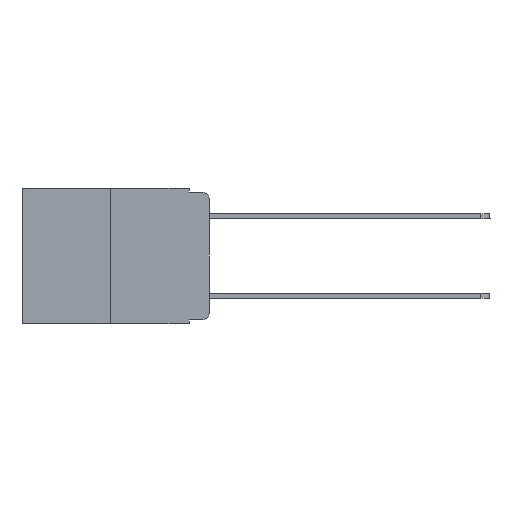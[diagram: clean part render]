
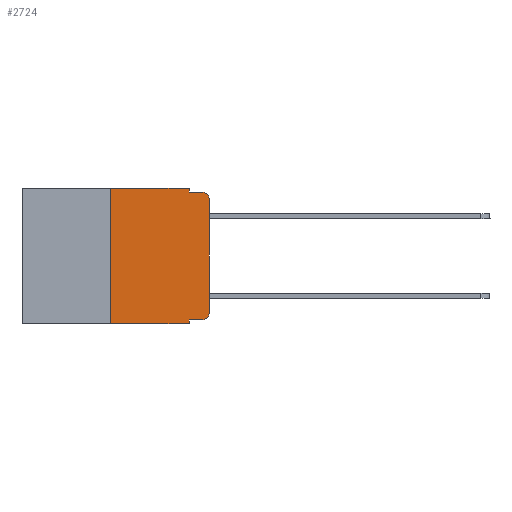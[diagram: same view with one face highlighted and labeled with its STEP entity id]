
A CAD part, left-side view. The second image highlights one B-rep face of the part: STEP entity #2724.
In plain terms, the highlighted planar face has unit normal (-1, 0, 0).
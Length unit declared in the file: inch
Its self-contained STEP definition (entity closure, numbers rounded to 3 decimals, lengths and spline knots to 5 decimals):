
#131 = EDGE_CURVE ( 'NONE', #19639, #2534, #20992, .T. ) ;
#532 = LINE ( 'NONE', #10061, #24470 ) ;
#685 = DIRECTION ( 'NONE',  ( 1., 0., 0. ) ) ;
#1250 = CIRCLE ( 'NONE', #2125, 0.02 ) ;
#1535 = ORIENTED_EDGE ( 'NONE', *, *, #10410, .T. ) ;
#1765 = CARTESIAN_POINT ( 'NONE',  ( 0., 0.051, 0. ) ) ;
#2125 = AXIS2_PLACEMENT_3D ( 'NONE', #3886, #9528, #23085 ) ;
#2202 = VERTEX_POINT ( 'NONE', #22221 ) ;
#2410 = FACE_OUTER_BOUND ( 'NONE', #22643, .T. ) ;
#2534 = VERTEX_POINT ( 'NONE', #2970 ) ;
#2691 = DIRECTION ( 'NONE',  ( 0., 0., 1. ) ) ;
#2724 = ADVANCED_FACE ( 'NONE', ( #2410 ), #21964, .F. ) ;
#2970 = CARTESIAN_POINT ( 'NONE',  ( 0., 0.02, -0.01 ) ) ;
#3280 = VERTEX_POINT ( 'NONE', #11428 ) ;
#3317 = DIRECTION ( 'NONE',  ( 0., -1., 0. ) ) ;
#3681 = EDGE_CURVE ( 'NONE', #14738, #19639, #22015, .T. ) ;
#3886 = CARTESIAN_POINT ( 'NONE',  ( 0., 0.02, -0.03 ) ) ;
#4069 = ORIENTED_EDGE ( 'NONE', *, *, #19006, .T. ) ;
#4158 = CARTESIAN_POINT ( 'NONE',  ( 0., 0., -0.03 ) ) ;
#4401 = DIRECTION ( 'NONE',  ( 0., 0., -1. ) ) ;
#5337 = DIRECTION ( 'NONE',  ( 0., -1., 0. ) ) ;
#5392 = ORIENTED_EDGE ( 'NONE', *, *, #6304, .F. ) ;
#5526 = EDGE_CURVE ( 'NONE', #24151, #23837, #12257, .T. ) ;
#5621 = VERTEX_POINT ( 'NONE', #8144 ) ;
#6304 = EDGE_CURVE ( 'NONE', #2202, #5621, #532, .T. ) ;
#6489 = EDGE_CURVE ( 'NONE', #2202, #3280, #24180, .T. ) ;
#6715 = EDGE_CURVE ( 'NONE', #24151, #5621, #22910, .T. ) ;
#7610 = LINE ( 'NONE', #22831, #8188 ) ;
#7956 = CARTESIAN_POINT ( 'NONE',  ( 0., 0.051, -0.01 ) ) ;
#8144 = CARTESIAN_POINT ( 'NONE',  ( 0., 0.051, -0.343 ) ) ;
#8188 = VECTOR ( 'NONE', #19170, 39.37008 ) ;
#8814 = ORIENTED_EDGE ( 'NONE', *, *, #6715, .T. ) ;
#8971 = CARTESIAN_POINT ( 'NONE',  ( 0., 0.051, 0. ) ) ;
#9446 = DIRECTION ( 'NONE',  ( 0., 0., -1. ) ) ;
#9528 = DIRECTION ( 'NONE',  ( -1., 0., 0. ) ) ;
#10061 = CARTESIAN_POINT ( 'NONE',  ( 0., 0.051, 0. ) ) ;
#10335 = EDGE_CURVE ( 'NONE', #23837, #14738, #19401, .T. ) ;
#10337 = DIRECTION ( 'NONE',  ( 0., -1., 0. ) ) ;
#10410 = EDGE_CURVE ( 'NONE', #24730, #16402, #7610, .T. ) ;
#10557 = DIRECTION ( 'NONE',  ( 0., -1., 0. ) ) ;
#11382 = VECTOR ( 'NONE', #10337, 39.37008 ) ;
#11389 = CARTESIAN_POINT ( 'NONE',  ( 0., 0.473, 0. ) ) ;
#11428 = CARTESIAN_POINT ( 'NONE',  ( 0., 0.02, -0.333 ) ) ;
#12176 = ORIENTED_EDGE ( 'NONE', *, *, #131, .F. ) ;
#12257 = LINE ( 'NONE', #16016, #16825 ) ;
#12319 = ORIENTED_EDGE ( 'NONE', *, *, #6489, .T. ) ;
#12818 = VECTOR ( 'NONE', #10557, 39.37008 ) ;
#13105 = ORIENTED_EDGE ( 'NONE', *, *, #15543, .T. ) ;
#13860 = CARTESIAN_POINT ( 'NONE',  ( 0., 0.25, 0. ) ) ;
#14116 = CARTESIAN_POINT ( 'NONE',  ( 0., 0.473, -0.343 ) ) ;
#14679 = AXIS2_PLACEMENT_3D ( 'NONE', #14994, #16882, #24870 ) ;
#14738 = VERTEX_POINT ( 'NONE', #8971 ) ;
#14994 = CARTESIAN_POINT ( 'NONE',  ( 0., 0.02, -0.313 ) ) ;
#15105 = AXIS2_PLACEMENT_3D ( 'NONE', #23709, #685, #21795 ) ;
#15160 = CARTESIAN_POINT ( 'NONE',  ( 0., 0.25, -0.343 ) ) ;
#15320 = VECTOR ( 'NONE', #3317, 39.37008 ) ;
#15543 = EDGE_CURVE ( 'NONE', #3280, #24730, #23804, .T. ) ;
#16016 = CARTESIAN_POINT ( 'NONE',  ( 0., 0.25, 0. ) ) ;
#16238 = ORIENTED_EDGE ( 'NONE', *, *, #3681, .F. ) ;
#16269 = VECTOR ( 'NONE', #9446, 39.37008 ) ;
#16402 = VERTEX_POINT ( 'NONE', #4158 ) ;
#16825 = VECTOR ( 'NONE', #2691, 39.37008 ) ;
#16882 = DIRECTION ( 'NONE',  ( -1., 0., 0. ) ) ;
#18674 = ORIENTED_EDGE ( 'NONE', *, *, #5526, .F. ) ;
#19006 = EDGE_CURVE ( 'NONE', #16402, #2534, #1250, .T. ) ;
#19170 = DIRECTION ( 'NONE',  ( 0., 0., 1. ) ) ;
#19354 = ORIENTED_EDGE ( 'NONE', *, *, #10335, .F. ) ;
#19401 = LINE ( 'NONE', #11389, #23374 ) ;
#19639 = VERTEX_POINT ( 'NONE', #7956 ) ;
#20992 = LINE ( 'NONE', #22135, #12818 ) ;
#21795 = DIRECTION ( 'NONE',  ( 0., 0., -1. ) ) ;
#21964 = PLANE ( 'NONE',  #15105 ) ;
#22015 = LINE ( 'NONE', #1765, #16269 ) ;
#22135 = CARTESIAN_POINT ( 'NONE',  ( 0., 0.051, -0.01 ) ) ;
#22221 = CARTESIAN_POINT ( 'NONE',  ( 0., 0.051, -0.333 ) ) ;
#22336 = CARTESIAN_POINT ( 'NONE',  ( 0., 0., -0.313 ) ) ;
#22560 = CARTESIAN_POINT ( 'NONE',  ( 0., 0.051, -0.333 ) ) ;
#22643 = EDGE_LOOP ( 'NONE', ( #1535, #4069, #12176, #16238, #19354, #18674, #8814, #5392, #12319, #13105 ) ) ;
#22831 = CARTESIAN_POINT ( 'NONE',  ( 0., 0., 0. ) ) ;
#22910 = LINE ( 'NONE', #14116, #11382 ) ;
#23085 = DIRECTION ( 'NONE',  ( 0., 0., -1. ) ) ;
#23374 = VECTOR ( 'NONE', #5337, 39.37008 ) ;
#23709 = CARTESIAN_POINT ( 'NONE',  ( 0., 0.473, 0. ) ) ;
#23804 = CIRCLE ( 'NONE', #14679, 0.02 ) ;
#23837 = VERTEX_POINT ( 'NONE', #13860 ) ;
#24151 = VERTEX_POINT ( 'NONE', #15160 ) ;
#24180 = LINE ( 'NONE', #22560, #15320 ) ;
#24470 = VECTOR ( 'NONE', #4401, 39.37008 ) ;
#24730 = VERTEX_POINT ( 'NONE', #22336 ) ;
#24870 = DIRECTION ( 'NONE',  ( 0., 0., -1. ) ) ;
